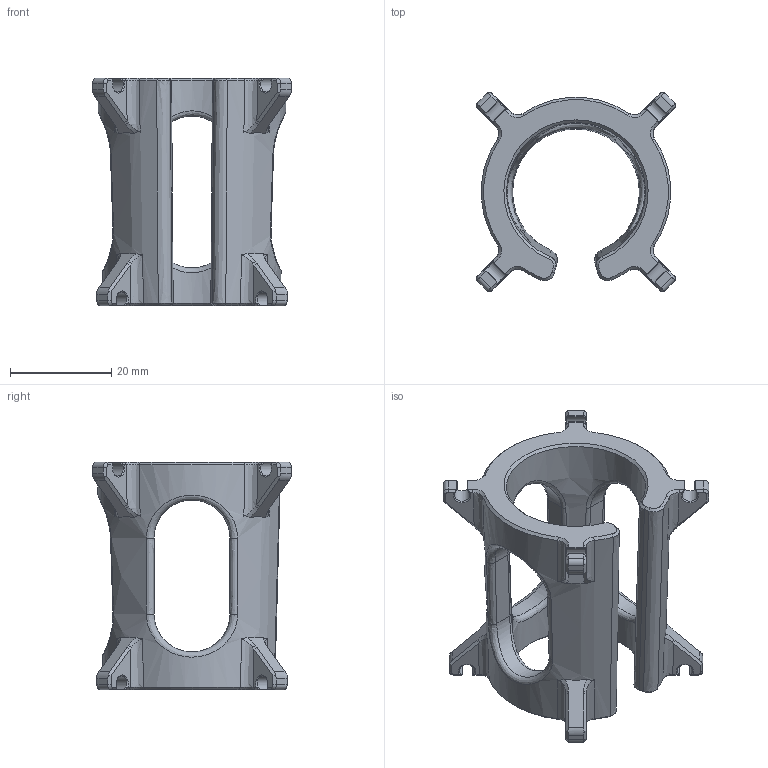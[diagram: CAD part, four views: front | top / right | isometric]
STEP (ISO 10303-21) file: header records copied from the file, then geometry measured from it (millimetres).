
FILE_DESCRIPTION(/* description */ (''),/* implementation_level */ '2;1');
FILE_NAME(/* name */ 'MicHolder.step',/* time_stamp */ '2021-03-18T13:58:22-04:00',/* author */ (''),/* organization */ (''),/* preprocessor_version */ 'ST-DEVELOPER v18.1',/* originating_system */ 'Autodesk Translation Framework v9.10.0.1330',/* authorisation */ '');
FILE_SCHEMA (('AUTOMOTIVE_DESIGN { 1 0 10303 214 3 1 1 }'));
Length unit declared in the file: millimetre
Products named in the file (1): MicHolder
Bounding box: 39.24 x 39.24 x 45 mm (x, y, z)
Volume: 15124.2 mm3; surface area: 8727.8 mm2
Topology: 1 solids, 1 shells, 389 faces, 1041 edges, 654 vertices
Faces by surface type: bspline 179, plane 134, cone 46, cylinder 30
Entity records: 16150 total; most frequent: CARTESIAN_POINT 7898, ORIENTED_EDGE 2082, DIRECTION 1112, EDGE_CURVE 1041, VERTEX_POINT 654, B_SPLINE_CURVE_WITH_KNOTS 471, EDGE_LOOP 395, FACE_OUTER_BOUND 389
